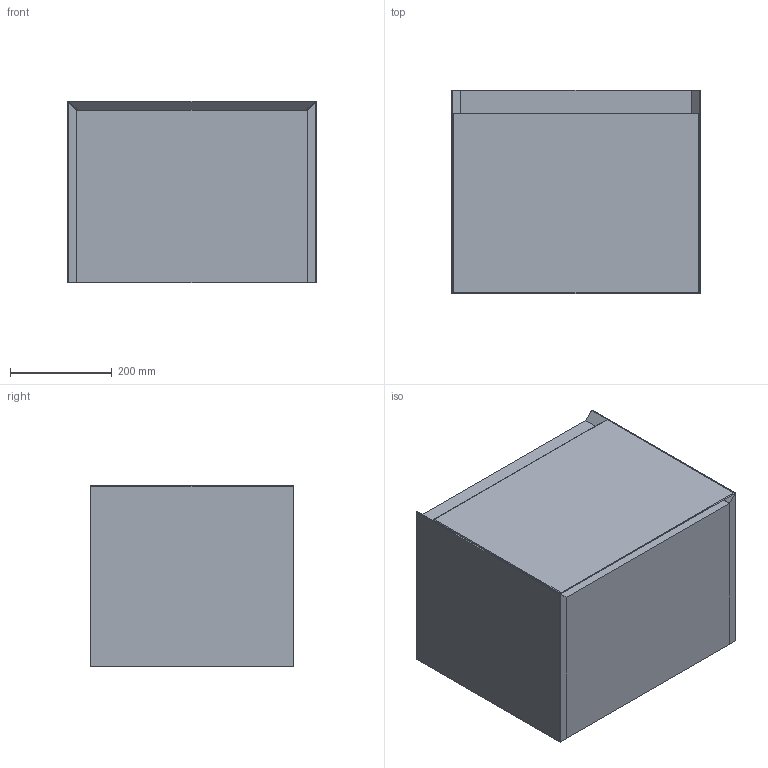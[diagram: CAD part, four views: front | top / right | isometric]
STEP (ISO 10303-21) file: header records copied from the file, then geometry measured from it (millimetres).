
FILE_DESCRIPTION (( 'STEP AP214' ), '1' );
FILE_NAME ('UNI050W1_STEP_V11022.STEP', '2022-11-25T11:18:39', ( '' ), ( '' ), 'SwSTEP 2.0', 'SolidWorks 2019', '' );
FILE_SCHEMA (( 'AUTOMOTIVE_DESIGN' ));
Length unit declared in the file: millimetre
Products named in the file (3): Drawers_v10722_50cm 1 Drawer; UNI050W1_STEP_V11022; Carcass_v10722_500S 1D
Assembly tree (2 placements, depth 2):
  UNI050W1_STEP_V11022
    Carcass_v10722_500S 1D
    Drawers_v10722_50cm 1 Drawer
Bounding box: 490 x 400 x 358 mm (x, y, z)
Volume: 15814332.8 mm3; surface area: 2013133.5 mm2
Topology: 11 solids, 11 shells, 85 faces, 179 edges, 114 vertices
Faces by surface type: plane 66, cylinder 17, sphere 2
Entity records: 2382 total; most frequent: CARTESIAN_POINT 413, DIRECTION 357, ORIENTED_EDGE 350, EDGE_CURVE 175, LINE 149, VECTOR 149, VERTEX_POINT 112, AXIS2_PLACEMENT_3D 104
